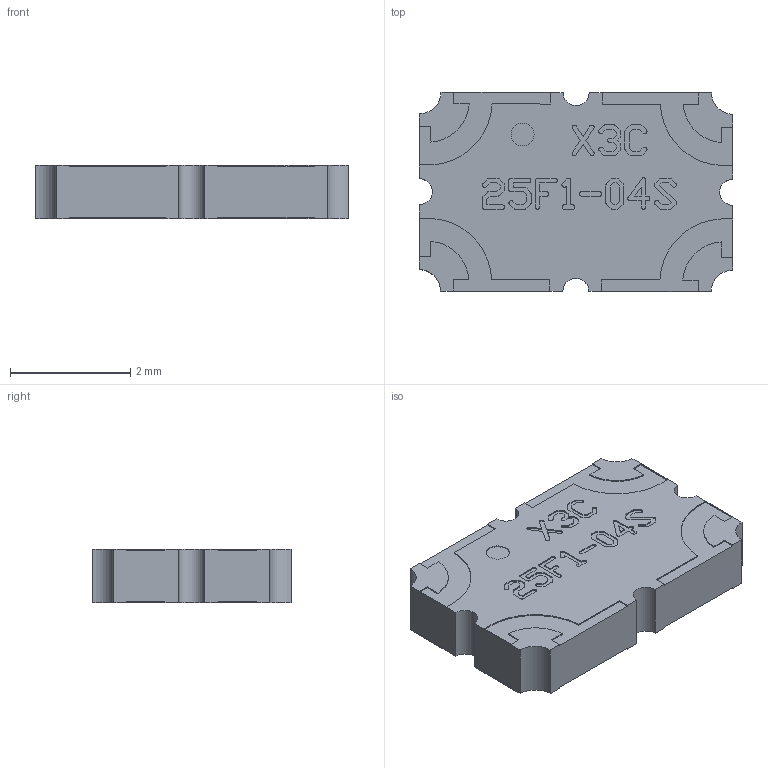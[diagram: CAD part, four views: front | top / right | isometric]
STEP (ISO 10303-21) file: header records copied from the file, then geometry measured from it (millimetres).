
FILE_DESCRIPTION (( 'STEP AP203' ), '1' );
FILE_NAME ('X3C25F1-04S.STEP', '2024-12-02T19:44:50', ( '' ), ( '' ), 'SwSTEP 2.0', 'SolidWorks 2023', '' );
FILE_SCHEMA (( 'CONFIG_CONTROL_DESIGN' ));
Length unit declared in the file: inch
Products named in the file (1): X3C25F1-04S
Bounding box: 5.21 x 3.31 x 0.89 mm (x, y, z)
Volume: 14.5 mm3; surface area: 49.5 mm2
Topology: 1 solids, 1 shells, 416 faces, 1181 edges, 782 vertices
Faces by surface type: plane 285, cylinder 131
Entity records: 13538 total; most frequent: CARTESIAN_POINT 2380, ORIENTED_EDGE 2362, DIRECTION 2277, EDGE_CURVE 1181, LINE 919, VECTOR 919, VERTEX_POINT 782, AXIS2_PLACEMENT_3D 679
